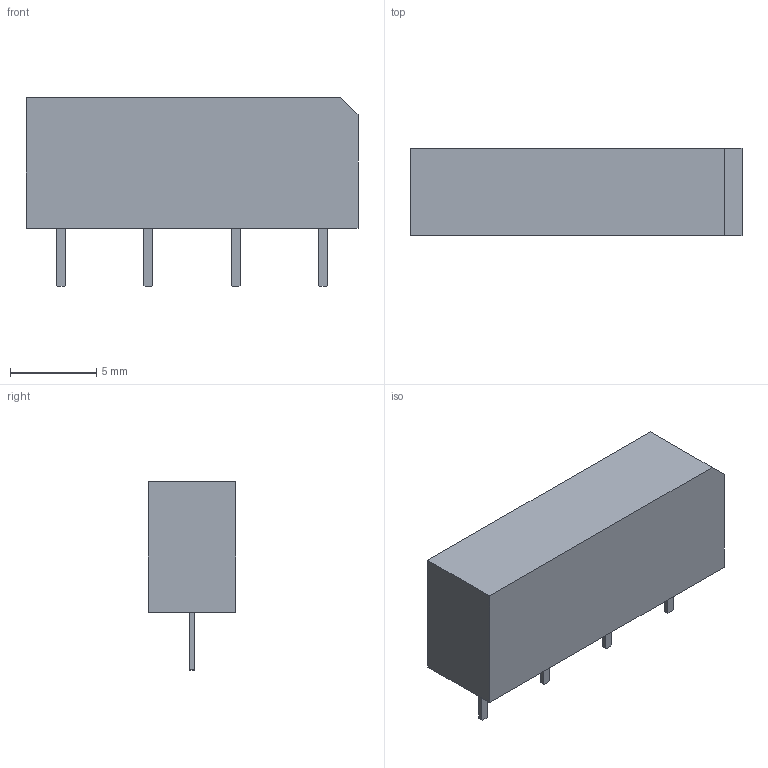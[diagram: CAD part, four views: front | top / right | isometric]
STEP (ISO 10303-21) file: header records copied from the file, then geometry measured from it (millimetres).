
FILE_DESCRIPTION (( 'STEP AP214' ), '1' );
FILE_NAME ('9007-12-01.stp', '2018-05-01T23:25:40', ( '' ), ( '' ), 'SwSTEP 2.0', 'SolidWorks 2016', '' );
FILE_SCHEMA (( 'AUTOMOTIVE_DESIGN' ));
Length unit declared in the file: metre
Products named in the file (1): 9007-12-01
Bounding box: 19.3 x 5.08 x 10.98 mm (x, y, z)
Volume: 744.3 mm3; surface area: 583.2 mm2
Topology: 1 solids, 1 shells, 35 faces, 87 edges, 58 vertices
Faces by surface type: plane 35
Entity records: 1055 total; most frequent: CARTESIAN_POINT 181, ORIENTED_EDGE 174, DIRECTION 159, VECTOR 87, EDGE_CURVE 87, LINE 87, VERTEX_POINT 58, EDGE_LOOP 39
